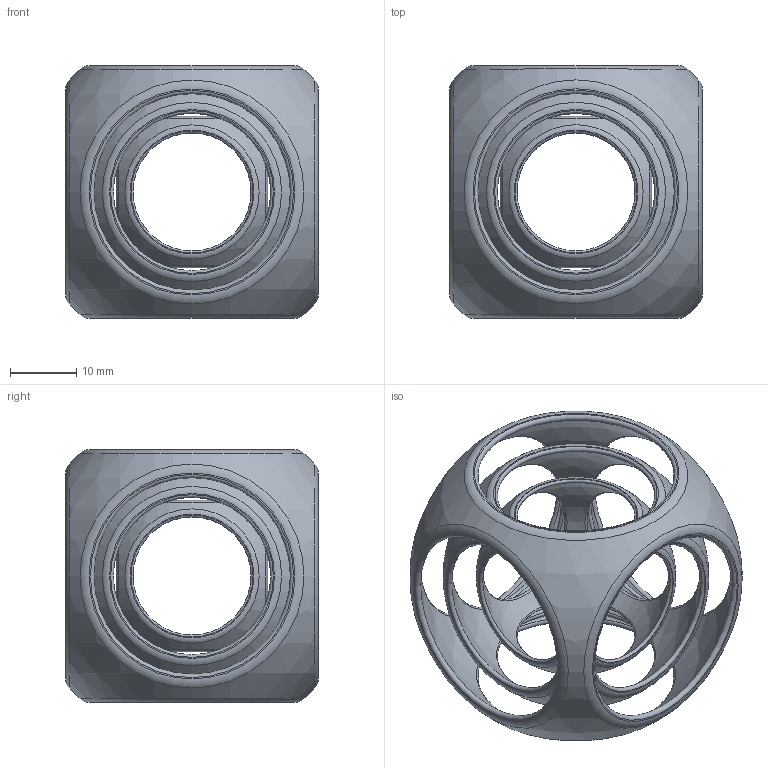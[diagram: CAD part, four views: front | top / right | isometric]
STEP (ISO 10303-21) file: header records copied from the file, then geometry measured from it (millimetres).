
FILE_DESCRIPTION(/* description */ (''),/* implementation_level */ '2;1');
FILE_NAME(/* name */ '5-001.stp',/* time_stamp */ '2016-07-04T22:30:36+08:00',/* author */ ('User'),/* organization */ (''),/* preprocessor_version */ 'ST-DEVELOPER v15.2',/* originating_system */ 'Autodesk Inventor 2014',/* authorisation */ '');
FILE_SCHEMA (('AUTOMOTIVE_DESIGN { 1 0 10303 214 3 1 1 }'));
Length unit declared in the file: millimetre
Products named in the file (4): 5-001; 5-002; 5-003
Assembly tree (3 placements, depth 2):
  5-001
    5-001
    5-002
    5-003
Bounding box: 38 x 38 x 38 mm (x, y, z)
Volume: 6242.2 mm3; surface area: 11171.7 mm2
Topology: 3 solids, 3 shells, 60 faces, 132 edges, 84 vertices
Faces by surface type: torus 36, plane 18, sphere 6
Entity records: 1491 total; most frequent: DIRECTION 278, CARTESIAN_POINT 211, EDGE_LOOP 144, ORIENTED_EDGE 144, AXIS2_PLACEMENT_3D 139, FACE_BOUND 90, CIRCLE 72, VERTEX_POINT 72
